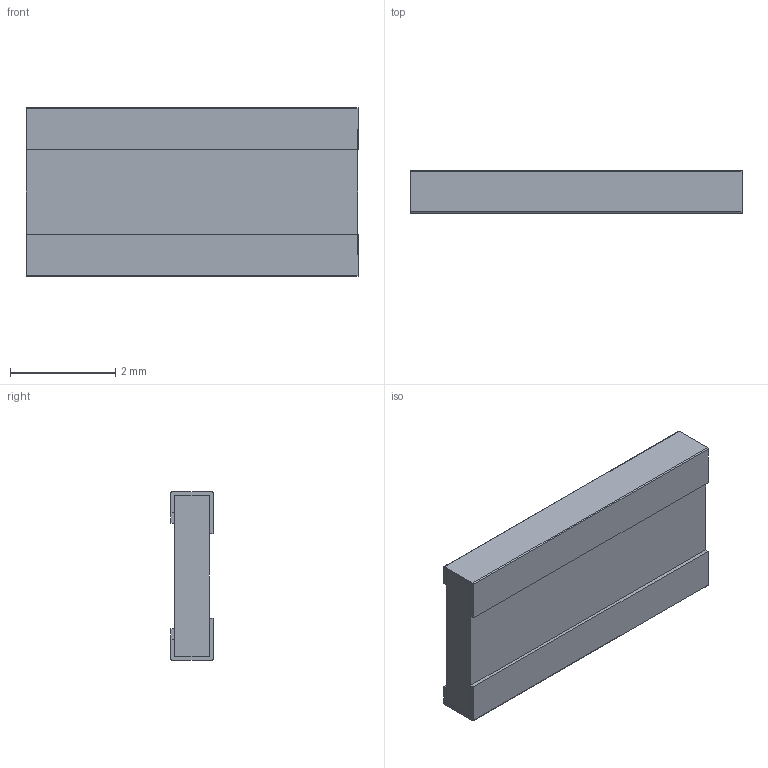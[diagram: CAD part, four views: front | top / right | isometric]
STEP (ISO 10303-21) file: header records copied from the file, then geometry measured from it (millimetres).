
FILE_DESCRIPTION (( 'STEP AP214' ), '1' );
FILE_NAME ('6665D793-0EA0-433E-930B-57642CEE3081.STEP', '2024-01-27T14:44:12', ( '' ), ( '' ), 'SwSTEP 2.0', 'SolidWorks 2022', '' );
FILE_SCHEMA (( 'AUTOMOTIVE_DESIGN' ));
Length unit declared in the file: millimetre
Products named in the file (1): 6665D793-0EA0-433E-930B-57642CEE3081
Bounding box: 6.3 x 0.8 x 3.2 mm (x, y, z)
Volume: 14.5 mm3; surface area: 56.6 mm2
Topology: 1 solids, 1 shells, 42 faces, 112 edges, 72 vertices
Faces by surface type: plane 38, cylinder 4
Entity records: 1358 total; most frequent: CARTESIAN_POINT 227, ORIENTED_EDGE 224, DIRECTION 206, EDGE_CURVE 112, LINE 104, VECTOR 104, VERTEX_POINT 72, AXIS2_PLACEMENT_3D 51
